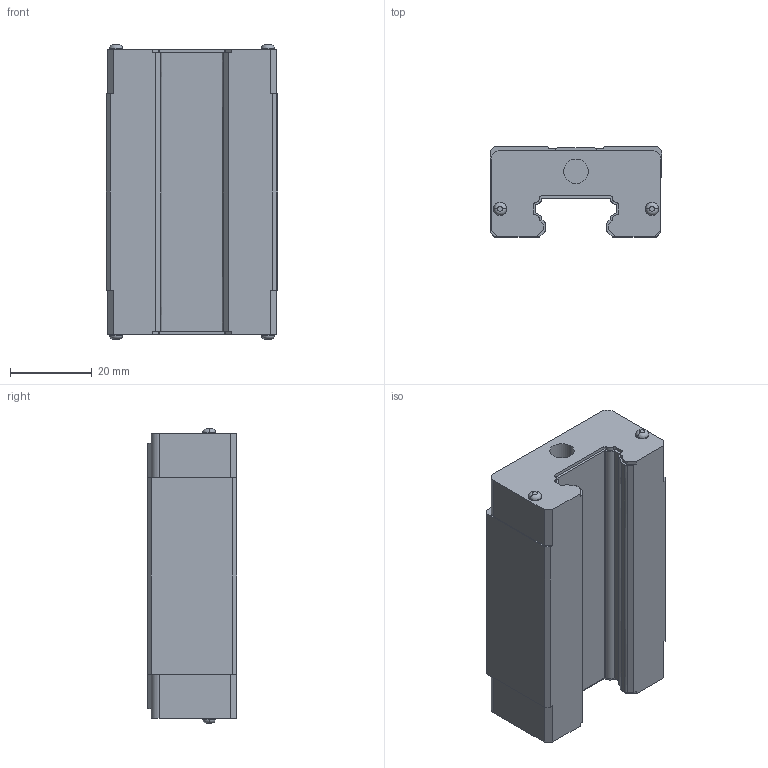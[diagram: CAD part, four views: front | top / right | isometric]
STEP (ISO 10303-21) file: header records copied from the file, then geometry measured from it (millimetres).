
FILE_DESCRIPTION (( 'STEP AP203' ), '1' );
FILE_NAME ('EGH20CA.STEP', '2007-01-12T08:53:47', ( 'HIWIN GmbH' ), ( '77654 Offenburg' ), 'SwSTEP 2.0', 'SolidWorks 2006104', '' );
FILE_SCHEMA (( 'CONFIG_CONTROL_DESIGN' ));
Length unit declared in the file: millimetre
Products named in the file (1): EGH20CA
Bounding box: 42 x 22 x 72.1 mm (x, y, z)
Volume: 50039 mm3; surface area: 12731.5 mm2
Topology: 1 solids, 1 shells, 182 faces, 490 edges, 322 vertices
Faces by surface type: plane 88, cylinder 70, bspline 8, torus 8, cone 8
Entity records: 5981 total; most frequent: CARTESIAN_POINT 1261, ORIENTED_EDGE 980, DIRECTION 972, EDGE_CURVE 490, AXIS2_PLACEMENT_3D 339, VERTEX_POINT 322, LINE 294, VECTOR 294
